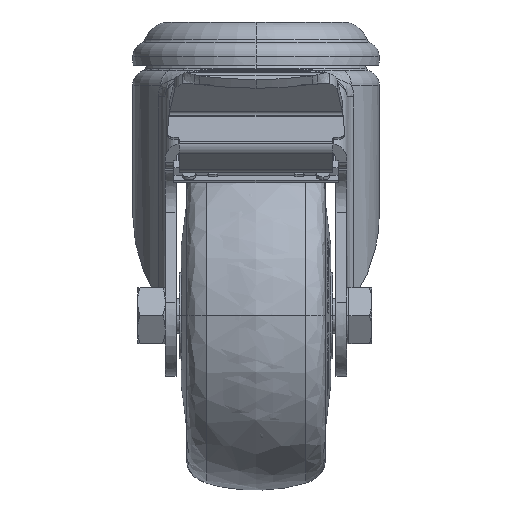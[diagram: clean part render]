
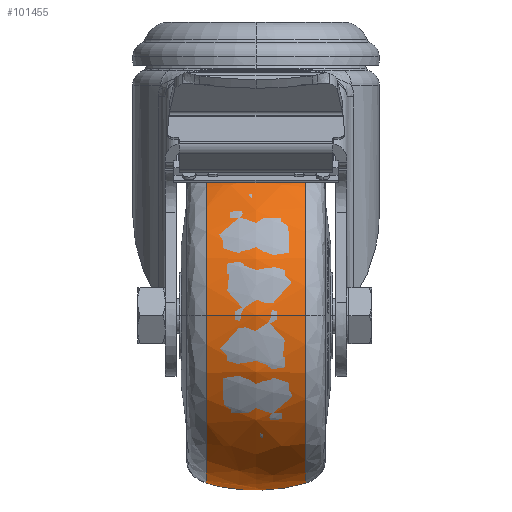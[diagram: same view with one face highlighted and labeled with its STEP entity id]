
A CAD part, top view. The second image highlights one B-rep face of the part: STEP entity #101455.
In plain terms, the highlighted free-form (B-spline) face has degree [3, 3] with [5, 4] control points.
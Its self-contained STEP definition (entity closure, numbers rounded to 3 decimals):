
#3730 = CARTESIAN_POINT ( 'NONE',  ( 11.519, 38.734, 0. ) ) ;
#5325 = AXIS2_PLACEMENT_3D ( 'NONE', #50539, #113427, #59568 ) ;
#5776 = CARTESIAN_POINT ( 'NONE',  ( 11.519, 38.734, 0. ) ) ;
#6605 =( BOUNDED_SURFACE ( )  B_SPLINE_SURFACE ( 3, 3, ( 
 ( #16381, #31744, #67877, #79326 ),
 ( #25381, #88295, #34433, #97343 ),
 ( #43446, #106359, #52514, #115445 ),
 ( #61557, #7708, #70602, #16766 ),
 ( #79700, #25759, #88683, #34815 ) ),
 .UNSPECIFIED., .F., .F., .F. ) 
 B_SPLINE_SURFACE_WITH_KNOTS ( ( 4, 1, 4 ),
 ( 4, 4 ),
 ( 0., 0.5, 1. ),
 ( 0., 1. ),
 .UNSPECIFIED. ) 
 GEOMETRIC_REPRESENTATION_ITEM ( )  RATIONAL_B_SPLINE_SURFACE ( (
 ( 1., 0.333, 0.333, 1.),
 ( 1., 0.333, 0.333, 1.),
 ( 1., 0.333, 0.333, 1.),
 ( 1., 0.333, 0.333, 1.),
 ( 1., 0.333, 0.333, 1.) ) ) 
 REPRESENTATION_ITEM ( '' )  SURFACE ( )  );
#7708 = CARTESIAN_POINT ( 'NONE',  ( -7.734, 39.952, 79.904 ) ) ;
#13898 = CARTESIAN_POINT ( 'NONE',  ( -0.051, -40.736, 0. ) ) ;
#14465 = CARTESIAN_POINT ( 'NONE',  ( -11.519, 38.734, 0. ) ) ;
#16381 = CARTESIAN_POINT ( 'NONE',  ( 11.519, 38.734, 0. ) ) ;
#16766 = CARTESIAN_POINT ( 'NONE',  ( -7.734, -39.952, 0. ) ) ;
#20430 = B_SPLINE_CURVE_WITH_KNOTS ( 'NONE', 3,
 ( #49631, #67704, #13898, #76802, #22881 ),
 .UNSPECIFIED., .F., .F.,
 ( 4, 1, 4 ),
 ( 0., 0.5, 1. ),
 .UNSPECIFIED. ) ;
#21836 = CARTESIAN_POINT ( 'NONE',  ( -0.051, 40.736, 0. ) ) ;
#22881 = CARTESIAN_POINT ( 'NONE',  ( -11.519, -38.734, 0. ) ) ;
#25381 = CARTESIAN_POINT ( 'NONE',  ( 7.835, 39.919, 0. ) ) ;
#25759 = CARTESIAN_POINT ( 'NONE',  ( -11.519, 38.734, 77.468 ) ) ;
#26973 = VERTEX_POINT ( 'NONE', #51053 ) ;
#30884 = CARTESIAN_POINT ( 'NONE',  ( -11.519, 38.734, 0. ) ) ;
#31744 = CARTESIAN_POINT ( 'NONE',  ( 11.519, 38.734, 77.468 ) ) ;
#34433 = CARTESIAN_POINT ( 'NONE',  ( 7.835, -39.919, 79.838 ) ) ;
#34815 = CARTESIAN_POINT ( 'NONE',  ( -11.519, -38.734, 0. ) ) ;
#37645 = VERTEX_POINT ( 'NONE', #5776 ) ;
#37960 = ORIENTED_EDGE ( 'NONE', *, *, #96733, .F. ) ;
#39634 = DIRECTION ( 'NONE',  ( 1., 0., 0. ) ) ;
#42833 = EDGE_CURVE ( 'NONE', #37645, #26973, #68622, .T. ) ;
#43446 = CARTESIAN_POINT ( 'NONE',  ( -0.051, 40.736, 0. ) ) ;
#45804 = CARTESIAN_POINT ( 'NONE',  ( -11.519, -38.734, 0. ) ) ;
#46208 = ORIENTED_EDGE ( 'NONE', *, *, #55435, .T. ) ;
#47319 = EDGE_CURVE ( 'NONE', #37645, #88274, #82529, .T. ) ;
#48686 = VERTEX_POINT ( 'NONE', #45804 ) ;
#49631 = CARTESIAN_POINT ( 'NONE',  ( 11.519, -38.734, 0. ) ) ;
#50539 = CARTESIAN_POINT ( 'NONE',  ( -11.519, 0., 0. ) ) ;
#51053 = CARTESIAN_POINT ( 'NONE',  ( 11.519, -38.734, 0. ) ) ;
#52514 = CARTESIAN_POINT ( 'NONE',  ( -0.051, -40.736, 81.473 ) ) ;
#55435 = EDGE_CURVE ( 'NONE', #88274, #48686, #83591, .T. ) ;
#59568 = DIRECTION ( 'NONE',  ( 0., 0., -1. ) ) ;
#61557 = CARTESIAN_POINT ( 'NONE',  ( -7.734, 39.952, 0. ) ) ;
#67704 = CARTESIAN_POINT ( 'NONE',  ( 7.835, -39.919, 0. ) ) ;
#67877 = CARTESIAN_POINT ( 'NONE',  ( 11.519, -38.734, 77.468 ) ) ;
#68622 = CIRCLE ( 'NONE', #107094, 38.734 ) ;
#70602 = CARTESIAN_POINT ( 'NONE',  ( -7.734, -39.952, 79.904 ) ) ;
#76802 = CARTESIAN_POINT ( 'NONE',  ( -7.734, -39.952, 0. ) ) ;
#77591 = ORIENTED_EDGE ( 'NONE', *, *, #42833, .F. ) ;
#78317 = FACE_OUTER_BOUND ( 'NONE', #109932, .T. ) ;
#79326 = CARTESIAN_POINT ( 'NONE',  ( 11.519, -38.734, 0. ) ) ;
#79700 = CARTESIAN_POINT ( 'NONE',  ( -11.519, 38.734, 0. ) ) ;
#82529 = B_SPLINE_CURVE_WITH_KNOTS ( 'NONE', 3,
 ( #3730, #111474, #21836, #84790, #30884 ),
 .UNSPECIFIED., .F., .F.,
 ( 4, 1, 4 ),
 ( 0., 0.5, 1. ),
 .UNSPECIFIED. ) ;
#83591 = CIRCLE ( 'NONE', #5325, 38.734 ) ;
#84790 = CARTESIAN_POINT ( 'NONE',  ( -7.734, 39.952, 0. ) ) ;
#88274 = VERTEX_POINT ( 'NONE', #14465 ) ;
#88295 = CARTESIAN_POINT ( 'NONE',  ( 7.835, 39.919, 79.838 ) ) ;
#88683 = CARTESIAN_POINT ( 'NONE',  ( -11.519, -38.734, 77.468 ) ) ;
#93490 = CARTESIAN_POINT ( 'NONE',  ( 11.519, 0., 0. ) ) ;
#95286 = ORIENTED_EDGE ( 'NONE', *, *, #47319, .T. ) ;
#96733 = EDGE_CURVE ( 'NONE', #26973, #48686, #20430, .T. ) ;
#97343 = CARTESIAN_POINT ( 'NONE',  ( 7.835, -39.919, 0. ) ) ;
#101455 = ADVANCED_FACE ( 'NONE', ( #78317 ), #6605, .T. ) ;
#102533 = DIRECTION ( 'NONE',  ( 0., 0., -1. ) ) ;
#106359 = CARTESIAN_POINT ( 'NONE',  ( -0.051, 40.736, 81.473 ) ) ;
#107094 = AXIS2_PLACEMENT_3D ( 'NONE', #93490, #39634, #102533 ) ;
#109932 = EDGE_LOOP ( 'NONE', ( #37960, #77591, #95286, #46208 ) ) ;
#111474 = CARTESIAN_POINT ( 'NONE',  ( 7.835, 39.919, 0. ) ) ;
#113427 = DIRECTION ( 'NONE',  ( 1., 0., 0. ) ) ;
#115445 = CARTESIAN_POINT ( 'NONE',  ( -0.051, -40.736, 0. ) ) ;
